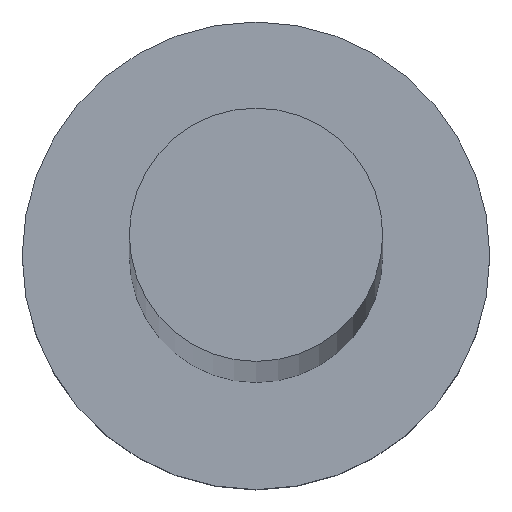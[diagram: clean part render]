
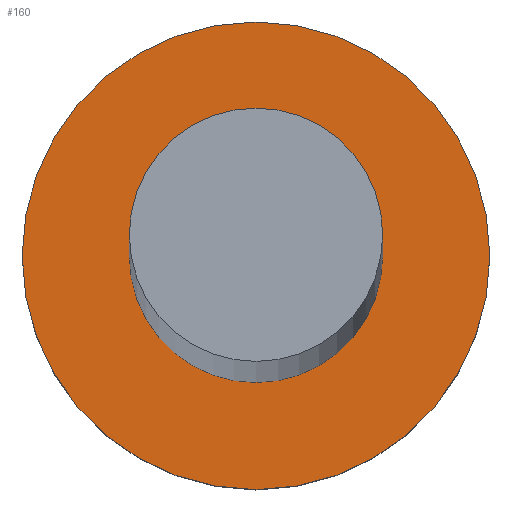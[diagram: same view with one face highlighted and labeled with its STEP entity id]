
A CAD part, top view. The second image highlights one B-rep face of the part: STEP entity #160.
In plain terms, the highlighted planar face has unit normal (0, 0, 1).
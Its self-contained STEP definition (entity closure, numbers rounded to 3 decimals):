
#4 = AXIS2_PLACEMENT_3D ( 'NONE', #13, #64, #106 ) ;
#9 = DIRECTION ( 'NONE',  ( 1., 0., 0. ) ) ;
#13 = CARTESIAN_POINT ( 'NONE',  ( 0., 0., 5. ) ) ;
#22 = AXIS2_PLACEMENT_3D ( 'NONE', #30, #61, #9 ) ;
#23 = CARTESIAN_POINT ( 'NONE',  ( 3.25, 0., 5. ) ) ;
#30 = CARTESIAN_POINT ( 'NONE',  ( 0., 0., 5. ) ) ;
#33 = CARTESIAN_POINT ( 'NONE',  ( 0., 0., 5. ) ) ;
#51 = ORIENTED_EDGE ( 'NONE', *, *, #186, .T. ) ;
#61 = DIRECTION ( 'NONE',  ( 0., 0., 1. ) ) ;
#64 = DIRECTION ( 'NONE',  ( 0., 0., 1. ) ) ;
#65 = EDGE_CURVE ( 'NONE', #204, #74, #220, .T. ) ;
#74 = VERTEX_POINT ( 'NONE', #91 ) ;
#77 = CARTESIAN_POINT ( 'NONE',  ( 0., 0., 5. ) ) ;
#88 = FACE_OUTER_BOUND ( 'NONE', #182, .T. ) ;
#91 = CARTESIAN_POINT ( 'NONE',  ( -6., 0., 5. ) ) ;
#99 = ORIENTED_EDGE ( 'NONE', *, *, #149, .F. ) ;
#101 = DIRECTION ( 'NONE',  ( 0., 0., 1. ) ) ;
#103 = AXIS2_PLACEMENT_3D ( 'NONE', #33, #245, #158 ) ;
#106 = DIRECTION ( 'NONE',  ( 1., 0., 0. ) ) ;
#109 = PLANE ( 'NONE',  #4 ) ;
#112 = EDGE_LOOP ( 'NONE', ( #99, #214 ) ) ;
#121 = CARTESIAN_POINT ( 'NONE',  ( -3.25, 0., 5. ) ) ;
#126 = CIRCLE ( 'NONE', #103, 3.25 ) ;
#129 = FACE_BOUND ( 'NONE', #112, .T. ) ;
#140 = EDGE_CURVE ( 'NONE', #210, #252, #175, .T. ) ;
#141 = CARTESIAN_POINT ( 'NONE',  ( 6., 0., 5. ) ) ;
#149 = EDGE_CURVE ( 'NONE', #252, #210, #126, .T. ) ;
#154 = ORIENTED_EDGE ( 'NONE', *, *, #65, .T. ) ;
#155 = CARTESIAN_POINT ( 'NONE',  ( 0., 0., 5. ) ) ;
#158 = DIRECTION ( 'NONE',  ( 1., 0., 0. ) ) ;
#160 = ADVANCED_FACE ( 'NONE', ( #129, #88 ), #109, .T. ) ;
#165 = CIRCLE ( 'NONE', #22, 6. ) ;
#171 = AXIS2_PLACEMENT_3D ( 'NONE', #77, #211, #234 ) ;
#175 = CIRCLE ( 'NONE', #226, 3.25 ) ;
#182 = EDGE_LOOP ( 'NONE', ( #51, #154 ) ) ;
#186 = EDGE_CURVE ( 'NONE', #74, #204, #165, .T. ) ;
#198 = DIRECTION ( 'NONE',  ( 1., 0., 0. ) ) ;
#204 = VERTEX_POINT ( 'NONE', #141 ) ;
#210 = VERTEX_POINT ( 'NONE', #23 ) ;
#211 = DIRECTION ( 'NONE',  ( 0., 0., 1. ) ) ;
#214 = ORIENTED_EDGE ( 'NONE', *, *, #140, .F. ) ;
#220 = CIRCLE ( 'NONE', #171, 6. ) ;
#226 = AXIS2_PLACEMENT_3D ( 'NONE', #155, #101, #198 ) ;
#234 = DIRECTION ( 'NONE',  ( 1., 0., 0. ) ) ;
#245 = DIRECTION ( 'NONE',  ( 0., 0., 1. ) ) ;
#252 = VERTEX_POINT ( 'NONE', #121 ) ;
